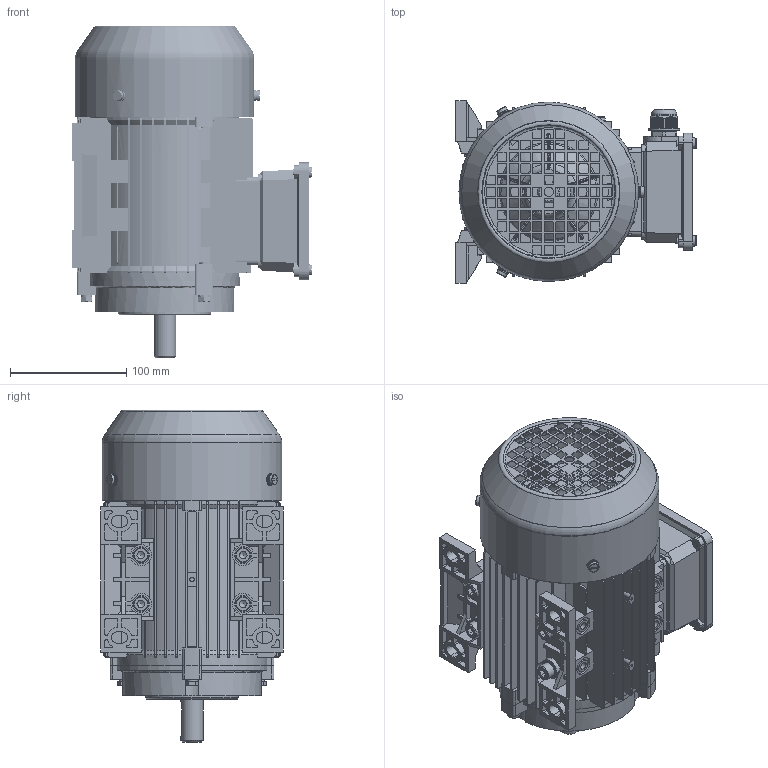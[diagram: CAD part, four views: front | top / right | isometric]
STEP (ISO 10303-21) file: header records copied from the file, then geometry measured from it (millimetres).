
FILE_DESCRIPTION(/* description */ (''),/* implementation_level */ '2;1');
FILE_NAME(/* name */ 'JL-80-B34A.stp',/* time_stamp */ '2018-12-30T14:23:10+08:00',/* author */ (''),/* organization */ (''),/* preprocessor_version */ 'ST-DEVELOPER v16.7',/* originating_system */ 'SIEMENS PLM Software NX 12.0',/* authorisation */ '');
FILE_SCHEMA (('AP203_CONFIGURATION_CONTROLLED_3D_DESIGN_OF_MECHANICAL_PARTS_AND_ASSEMBLIES_MIM_LF { 1 0 10303 403 2 1 2}'));
Length unit declared in the file: millimetre
Products named in the file (1): JL-80-B34A
Bounding box: 207 x 157 x 285.99 mm (x, y, z)
Volume: 977097.6 mm3; surface area: 688459 mm2
Topology: 55 solids, 55 shells, 4219 faces, 11837 edges, 7845 vertices
Faces by surface type: plane 2632, cylinder 1179, cone 184, torus 161, bspline 63
Full cylindrical faces by diameter (mm): 2 x4, 3.5 x6, 4 x18, 4.48 x8, 4.8 x1, 5 x27, 5.3 x4, 5.35 x6, 5.8 x14, 6 x11, 6.6 x12, 7 x12, 8 x5, 8.58 x4, 9 x4, 10 x4, 11 x12, 12 x10, 13 x4, 13.75 x2, 14.785 x4, 15 x4, 16 x12, 16.25 x4, 18.4 x1, 18.6 x1, 18.75 x10, 19 x1, 19.2 x2, 19.375 x12
Entity records: 147558 total; most frequent: CARTESIAN_POINT 43536, ORIENTED_EDGE 22168, DIRECTION 20085, EDGE_CURVE 11084, VERTEX_POINT 7530, AXIS2_PLACEMENT_3D 6826, LINE 6433, VECTOR 6433
